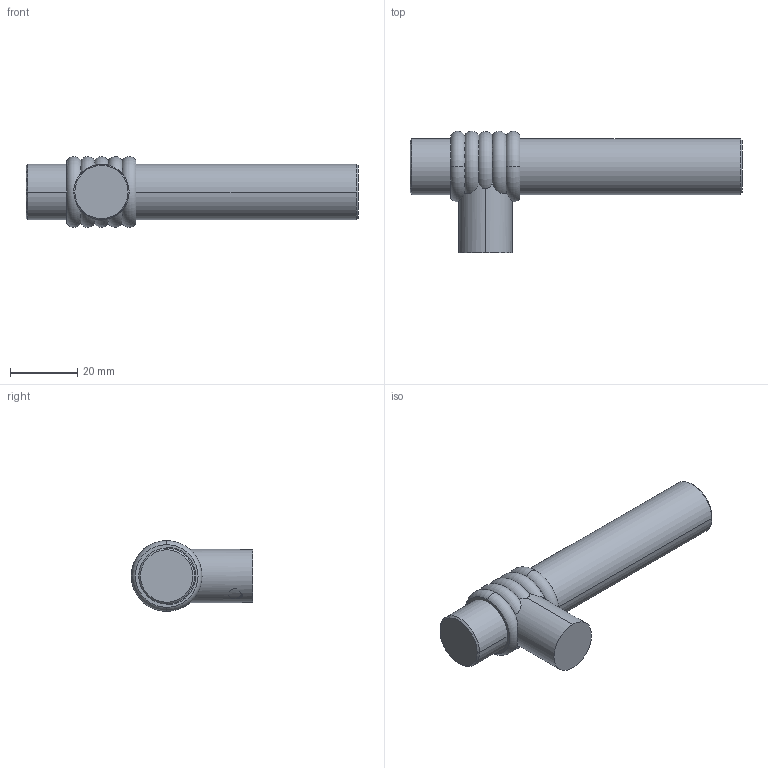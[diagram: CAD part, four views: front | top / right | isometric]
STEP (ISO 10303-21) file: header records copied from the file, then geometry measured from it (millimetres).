
FILE_DESCRIPTION((''),'2;1');
FILE_NAME('2-103C_SW0001','2010-10-27T',('project'),(''),'PRO/ENGINEER BY PARAMETRIC TECHNOLOGY CORPORATION, 2009300','PRO/ENGINEER BY PARAMETRIC TECHNOLOGY CORPORATION, 2009300','');
FILE_SCHEMA(('CONFIG_CONTROL_DESIGN'));
Length unit declared in the file: inch
Products named in the file (1): 2-103C_SW0001
Bounding box: 99.06 x 36.2 x 21.08 mm (x, y, z)
Surface area: 8585.3 mm2 (no closed solid volume)
Topology: 0 solids, 6 shells, 26 faces, 69 edges, 49 vertices
Faces by surface type: cylinder 9, torus 7, plane 5, cone 4, bspline 1
Entity records: 1365 total; most frequent: CARTESIAN_POINT 706, DIRECTION 129, ORIENTED_EDGE 117, EDGE_CURVE 69, AXIS2_PLACEMENT_3D 57, VERTEX_POINT 49, CIRCLE 32, EDGE_LOOP 26
